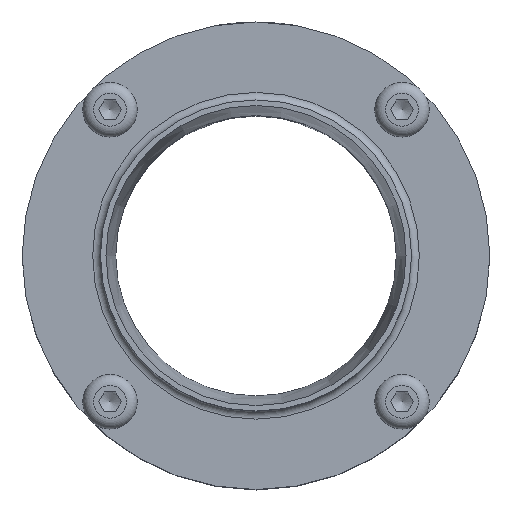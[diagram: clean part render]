
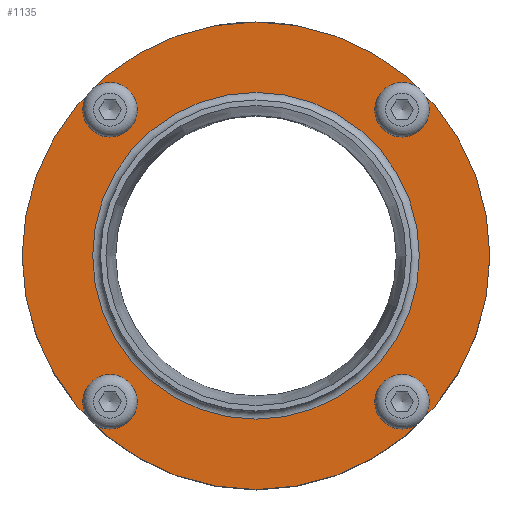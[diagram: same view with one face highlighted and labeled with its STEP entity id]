
A CAD part, top view. The second image highlights one B-rep face of the part: STEP entity #1135.
In plain terms, the highlighted planar face has unit normal (0, 0, 1).
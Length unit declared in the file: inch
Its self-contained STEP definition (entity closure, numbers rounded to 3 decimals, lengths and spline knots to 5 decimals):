
#85=PLANE('',#1315);
#161=CIRCLE('',#1300,0.14063);
#163=CIRCLE('',#1303,0.14063);
#165=CIRCLE('',#1306,0.14063);
#167=CIRCLE('',#1309,0.14063);
#170=CIRCLE('',#1314,1.31);
#171=CIRCLE('',#1316,1.875);
#235=FACE_BOUND('',#453,.T.);
#236=FACE_BOUND('',#454,.T.);
#237=FACE_BOUND('',#455,.T.);
#238=FACE_BOUND('',#456,.T.);
#239=FACE_BOUND('',#457,.T.);
#331=FACE_OUTER_BOUND('',#452,.T.);
#452=EDGE_LOOP('',(#922));
#453=EDGE_LOOP('',(#923));
#454=EDGE_LOOP('',(#924));
#455=EDGE_LOOP('',(#925));
#456=EDGE_LOOP('',(#926));
#457=EDGE_LOOP('',(#927));
#653=VERTEX_POINT('',#2081);
#655=VERTEX_POINT('',#2086);
#657=VERTEX_POINT('',#2091);
#659=VERTEX_POINT('',#2096);
#662=VERTEX_POINT('',#2104);
#663=VERTEX_POINT('',#2107);
#759=EDGE_CURVE('',#653,#653,#161,.T.);
#761=EDGE_CURVE('',#655,#655,#163,.T.);
#763=EDGE_CURVE('',#657,#657,#165,.T.);
#765=EDGE_CURVE('',#659,#659,#167,.T.);
#768=EDGE_CURVE('',#662,#662,#170,.T.);
#769=EDGE_CURVE('',#663,#663,#171,.T.);
#922=ORIENTED_EDGE('',*,*,#769,.F.);
#923=ORIENTED_EDGE('',*,*,#759,.T.);
#924=ORIENTED_EDGE('',*,*,#761,.T.);
#925=ORIENTED_EDGE('',*,*,#763,.T.);
#926=ORIENTED_EDGE('',*,*,#765,.T.);
#927=ORIENTED_EDGE('',*,*,#768,.T.);
#1135=ADVANCED_FACE('',(#331,#235,#236,#237,#238,#239),#85,.T.);
#1300=AXIS2_PLACEMENT_3D('',#2082,#1520,#1521);
#1303=AXIS2_PLACEMENT_3D('',#2087,#1526,#1527);
#1306=AXIS2_PLACEMENT_3D('',#2092,#1532,#1533);
#1309=AXIS2_PLACEMENT_3D('',#2097,#1538,#1539);
#1314=AXIS2_PLACEMENT_3D('',#2105,#1548,#1549);
#1315=AXIS2_PLACEMENT_3D('',#2106,#1550,#1551);
#1316=AXIS2_PLACEMENT_3D('',#2108,#1552,#1553);
#1520=DIRECTION('center_axis',(0.,0.,-1.));
#1521=DIRECTION('ref_axis',(0.,1.,0.));
#1526=DIRECTION('center_axis',(0.,0.,-1.));
#1527=DIRECTION('ref_axis',(-1.,0.,0.));
#1532=DIRECTION('center_axis',(0.,0.,-1.));
#1533=DIRECTION('ref_axis',(0.,-1.,0.));
#1538=DIRECTION('center_axis',(0.,0.,-1.));
#1539=DIRECTION('ref_axis',(1.,0.,0.));
#1548=DIRECTION('center_axis',(0.,0.,-1.));
#1549=DIRECTION('ref_axis',(1.,0.,0.));
#1550=DIRECTION('center_axis',(0.,0.,1.));
#1551=DIRECTION('ref_axis',(1.,0.,0.));
#1552=DIRECTION('center_axis',(0.,0.,-1.));
#1553=DIRECTION('ref_axis',(1.,0.,0.));
#2081=CARTESIAN_POINT('',(-1.17097,1.31159,-1.25));
#2082=CARTESIAN_POINT('Origin',(-1.17097,1.17097,-1.25));
#2086=CARTESIAN_POINT('',(-1.31159,-1.17097,-1.25));
#2087=CARTESIAN_POINT('Origin',(-1.17097,-1.17097,-1.25));
#2091=CARTESIAN_POINT('',(1.17097,-1.31159,-1.25));
#2092=CARTESIAN_POINT('Origin',(1.17097,-1.17097,-1.25));
#2096=CARTESIAN_POINT('',(1.31159,1.17097,-1.25));
#2097=CARTESIAN_POINT('Origin',(1.17097,1.17097,-1.25));
#2104=CARTESIAN_POINT('',(0.,1.31,-1.25));
#2105=CARTESIAN_POINT('Origin',(0.,0.,-1.25));
#2106=CARTESIAN_POINT('Origin',(0.,1.875,-1.25));
#2107=CARTESIAN_POINT('',(0.,1.875,-1.25));
#2108=CARTESIAN_POINT('Origin',(0.,0.,-1.25));
